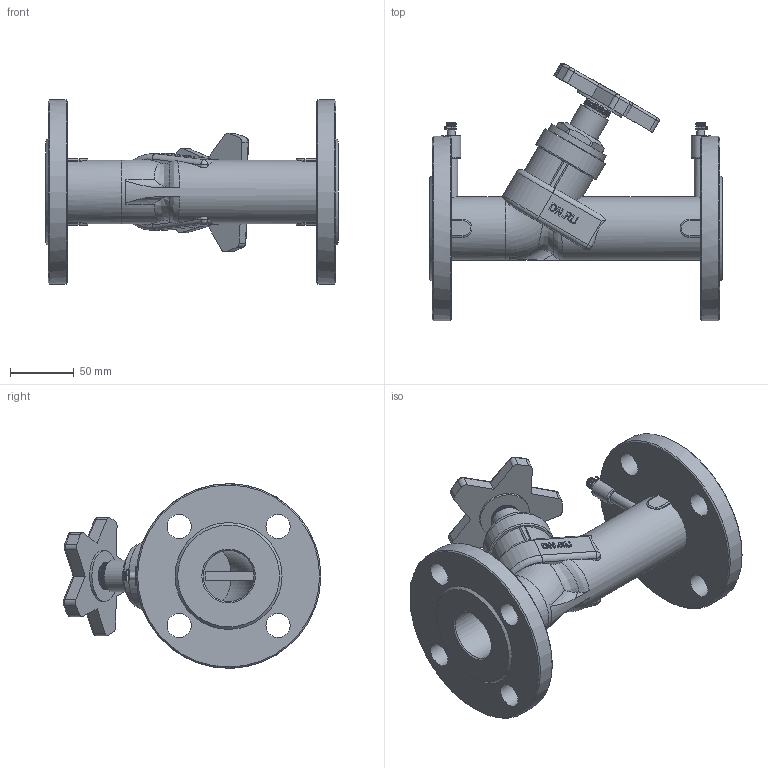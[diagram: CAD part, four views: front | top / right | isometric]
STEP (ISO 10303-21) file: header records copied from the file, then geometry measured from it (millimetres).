
FILE_DESCRIPTION(/* description */ (''),/* implementation_level */ '2;1');
FILE_NAME(/* name */ 'DN40_3D_STEP.stp',/* time_stamp */ '2024-03-03T19:36:42+03:00',/* author */ ('igorr'),/* organization */ (''),/* preprocessor_version */ 'ST-DEVELOPER v19.2',/* originating_system */ 'Autodesk Inventor 2023',/* authorisation */ '');
FILE_SCHEMA (('AUTOMOTIVE_DESIGN { 1 0 10303 214 3 1 1 }'));
Length unit declared in the file: millimetre
Products named in the file (3): Сборка; Деталь1; Деталь2
Assembly tree (2 placements, depth 2):
  Сборка
    Деталь1
    Деталь2
Bounding box: 230 x 202.53 x 145 mm (x, y, z)
Volume: 835263.3 mm3; surface area: 171870.4 mm2
Topology: 2 solids, 4 shells, 1652 faces, 4157 edges, 2548 vertices
Faces by surface type: plane 1211, cylinder 328, bspline 61, torus 38, cone 12, sphere 2
Full cylindrical faces by diameter (mm): 6 x2, 7.5 x2, 8.348 x2, 15 x2, 19 x8, 20 x1, 22 x2, 25 x1, 30 x1, 40 x3, 42 x1, 50 x3, 55 x1, 145 x2
Entity records: 52191 total; most frequent: CARTESIAN_POINT 11226, ORIENTED_EDGE 8314, DIRECTION 8122, EDGE_CURVE 4157, AXIS2_PLACEMENT_3D 2760, LINE 2602, VECTOR 2602, VERTEX_POINT 2548
